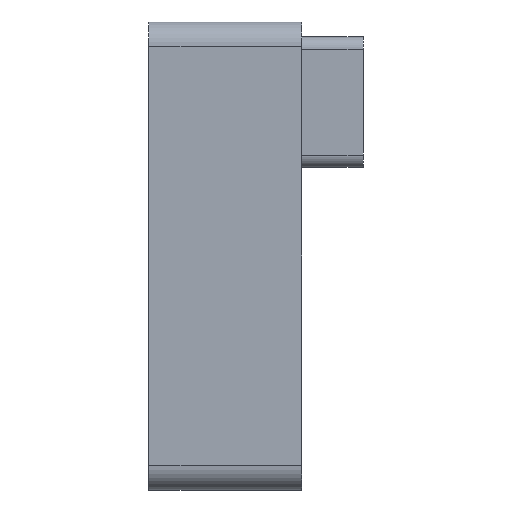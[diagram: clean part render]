
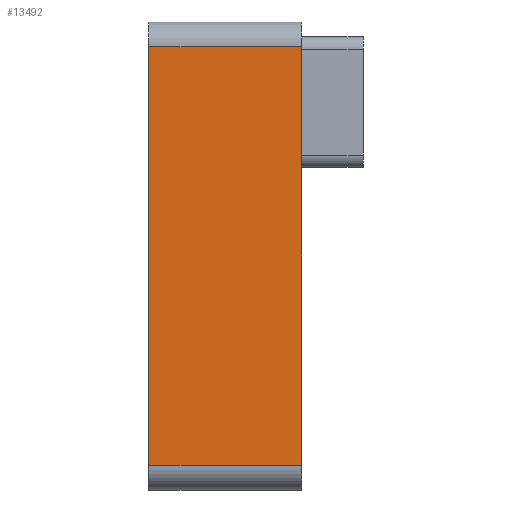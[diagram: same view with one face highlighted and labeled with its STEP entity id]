
A CAD part, front view. The second image highlights one B-rep face of the part: STEP entity #13492.
In plain terms, the highlighted planar face has unit normal (0, -1, 0).
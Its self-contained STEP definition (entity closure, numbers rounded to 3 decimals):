
#151 = VERTEX_POINT ( 'NONE', #9786 ) ;
#266 = CARTESIAN_POINT ( 'NONE',  ( 3.1, -15.5, 8.5 ) ) ;
#1058 = VERTEX_POINT ( 'NONE', #266 ) ;
#1592 = EDGE_LOOP ( 'NONE', ( #17614, #2477, #20771, #11736 ) ) ;
#2477 = ORIENTED_EDGE ( 'NONE', *, *, #12063, .F. ) ;
#5495 = VECTOR ( 'NONE', #17544, 1000. ) ;
#6621 = LINE ( 'NONE', #21225, #9211 ) ;
#7152 = LINE ( 'NONE', #11899, #15476 ) ;
#7288 = DIRECTION ( 'NONE',  ( 0., 0., -1. ) ) ;
#9000 = EDGE_CURVE ( 'NONE', #1058, #151, #6621, .T. ) ;
#9127 = LINE ( 'NONE', #14265, #5495 ) ;
#9141 = EDGE_CURVE ( 'NONE', #151, #14062, #7152, .T. ) ;
#9211 = VECTOR ( 'NONE', #10084, 1000. ) ;
#9356 = VERTEX_POINT ( 'NONE', #19303 ) ;
#9786 = CARTESIAN_POINT ( 'NONE',  ( -3.1, -15.5, 8.5 ) ) ;
#10084 = DIRECTION ( 'NONE',  ( -1., 0., 0. ) ) ;
#10289 = AXIS2_PLACEMENT_3D ( 'NONE', #15801, #19040, #19178 ) ;
#11419 = LINE ( 'NONE', #17253, #18213 ) ;
#11736 = ORIENTED_EDGE ( 'NONE', *, *, #9000, .T. ) ;
#11899 = CARTESIAN_POINT ( 'NONE',  ( -3.1, -15.5, 8.5 ) ) ;
#12063 = EDGE_CURVE ( 'NONE', #9356, #14062, #9127, .T. ) ;
#13492 = ADVANCED_FACE ( 'NONE', ( #17199 ), #20780, .F. ) ;
#14062 = VERTEX_POINT ( 'NONE', #19563 ) ;
#14265 = CARTESIAN_POINT ( 'NONE',  ( 3.1, -15.5, -8.5 ) ) ;
#14318 = EDGE_CURVE ( 'NONE', #1058, #9356, #11419, .T. ) ;
#15476 = VECTOR ( 'NONE', #16870, 1000. ) ;
#15801 = CARTESIAN_POINT ( 'NONE',  ( 3.1, -15.5, 8.5 ) ) ;
#16870 = DIRECTION ( 'NONE',  ( 0., 0., -1. ) ) ;
#17199 = FACE_OUTER_BOUND ( 'NONE', #1592, .T. ) ;
#17253 = CARTESIAN_POINT ( 'NONE',  ( 3.1, -15.5, 8.5 ) ) ;
#17544 = DIRECTION ( 'NONE',  ( -1., 0., 0. ) ) ;
#17614 = ORIENTED_EDGE ( 'NONE', *, *, #9141, .T. ) ;
#18213 = VECTOR ( 'NONE', #7288, 1000. ) ;
#19040 = DIRECTION ( 'NONE',  ( 0., 1., 0. ) ) ;
#19178 = DIRECTION ( 'NONE',  ( 0., 0., 1. ) ) ;
#19303 = CARTESIAN_POINT ( 'NONE',  ( 3.1, -15.5, -8.5 ) ) ;
#19563 = CARTESIAN_POINT ( 'NONE',  ( -3.1, -15.5, -8.5 ) ) ;
#20771 = ORIENTED_EDGE ( 'NONE', *, *, #14318, .F. ) ;
#20780 = PLANE ( 'NONE',  #10289 ) ;
#21225 = CARTESIAN_POINT ( 'NONE',  ( 3.1, -15.5, 8.5 ) ) ;
